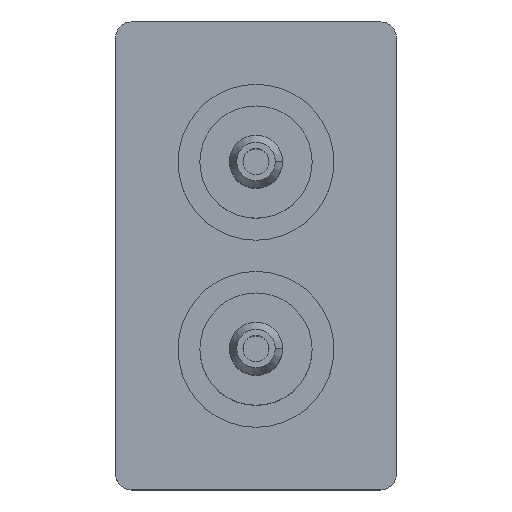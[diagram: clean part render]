
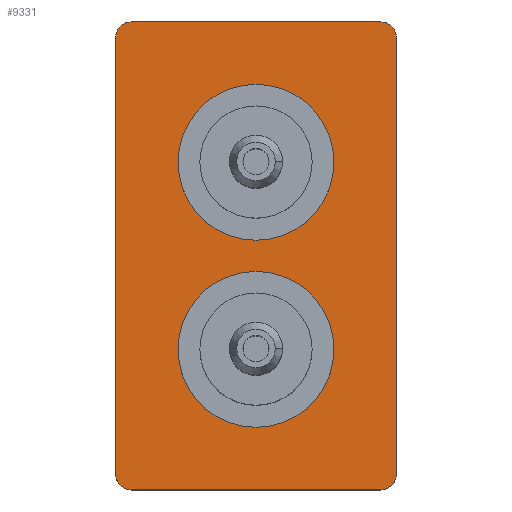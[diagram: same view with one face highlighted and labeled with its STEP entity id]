
A CAD part, top view. The second image highlights one B-rep face of the part: STEP entity #9331.
In plain terms, the highlighted planar face has unit normal (0, 0, 1).
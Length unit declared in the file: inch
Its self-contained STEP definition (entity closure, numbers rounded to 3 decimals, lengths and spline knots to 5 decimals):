
#1761=DIRECTION('',(0.,-1.,0.));
#1762=VECTOR('',#1761,0.7);
#1763=CARTESIAN_POINT('',(-0.225,0.725,0.));
#1764=LINE('',#1763,#1762);
#2353=CARTESIAN_POINT('',(0.,0.525,0.));
#2354=DIRECTION('',(0.,0.,-1.));
#2355=DIRECTION('',(-1.,0.,0.));
#2356=AXIS2_PLACEMENT_3D('',#2353,#2354,#2355);
#2358=CARTESIAN_POINT('',(0.,0.525,0.));
#2359=DIRECTION('',(0.,0.,-1.));
#2360=DIRECTION('',(1.,0.,0.));
#2361=AXIS2_PLACEMENT_3D('',#2358,#2359,#2360);
#2363=CARTESIAN_POINT('',(0.,0.225,0.));
#2364=DIRECTION('',(0.,0.,-1.));
#2365=DIRECTION('',(1.,0.,0.));
#2366=AXIS2_PLACEMENT_3D('',#2363,#2364,#2365);
#2368=CARTESIAN_POINT('',(0.,0.225,0.));
#2369=DIRECTION('',(0.,0.,-1.));
#2370=DIRECTION('',(-1.,0.,0.));
#2371=AXIS2_PLACEMENT_3D('',#2368,#2369,#2370);
#2373=CARTESIAN_POINT('',(0.2,0.725,0.));
#2374=DIRECTION('',(0.,0.,1.));
#2375=DIRECTION('',(1.,0.,0.));
#2376=AXIS2_PLACEMENT_3D('',#2373,#2374,#2375);
#2378=CARTESIAN_POINT('',(0.2,0.025,0.));
#2379=DIRECTION('',(0.,0.,1.));
#2380=DIRECTION('',(0.,-1.,0.));
#2381=AXIS2_PLACEMENT_3D('',#2378,#2379,#2380);
#2383=CARTESIAN_POINT('',(-0.2,0.025,0.));
#2384=DIRECTION('',(0.,0.,1.));
#2385=DIRECTION('',(-1.,0.,0.));
#2386=AXIS2_PLACEMENT_3D('',#2383,#2384,#2385);
#2388=CARTESIAN_POINT('',(-0.2,0.725,0.));
#2389=DIRECTION('',(0.,0.,1.));
#2390=DIRECTION('',(0.,1.,0.));
#2391=AXIS2_PLACEMENT_3D('',#2388,#2389,#2390);
#2393=DIRECTION('',(1.,0.,0.));
#2394=VECTOR('',#2393,0.4);
#2395=CARTESIAN_POINT('',(-0.2,0.75,0.));
#2396=LINE('',#2395,#2394);
#2608=DIRECTION('',(1.,0.,0.));
#2609=VECTOR('',#2608,0.4);
#2610=CARTESIAN_POINT('',(-0.2,0.,0.));
#2611=LINE('',#2610,#2609);
#2652=DIRECTION('',(0.,-1.,0.));
#2653=VECTOR('',#2652,0.7);
#2654=CARTESIAN_POINT('',(0.225,0.725,0.));
#2655=LINE('',#2654,#2653);
#7271=CARTESIAN_POINT('',(-0.101,0.525,0.));
#7272=CARTESIAN_POINT('',(0.101,0.525,0.));
#7273=VERTEX_POINT('',#7271);
#7274=VERTEX_POINT('',#7272);
#7279=CARTESIAN_POINT('',(0.101,0.225,0.));
#7280=CARTESIAN_POINT('',(-0.101,0.225,0.));
#7281=VERTEX_POINT('',#7279);
#7282=VERTEX_POINT('',#7280);
#7313=CARTESIAN_POINT('',(0.225,0.725,0.));
#7314=CARTESIAN_POINT('',(0.2,0.75,0.));
#7315=VERTEX_POINT('',#7313);
#7316=VERTEX_POINT('',#7314);
#7322=CARTESIAN_POINT('',(-0.2,0.75,0.));
#7323=VERTEX_POINT('',#7322);
#7324=CARTESIAN_POINT('',(-0.225,0.725,0.));
#7325=VERTEX_POINT('',#7324);
#7326=CARTESIAN_POINT('',(-0.225,0.025,0.));
#7327=CARTESIAN_POINT('',(-0.2,0.,0.));
#7328=VERTEX_POINT('',#7326);
#7329=VERTEX_POINT('',#7327);
#7335=CARTESIAN_POINT('',(0.2,0.,0.));
#7336=VERTEX_POINT('',#7335);
#7337=CARTESIAN_POINT('',(0.225,0.025,0.));
#7338=VERTEX_POINT('',#7337);
#9299=CARTESIAN_POINT('',(-0.225,0.75,0.));
#9300=DIRECTION('',(0.,0.,1.));
#9301=DIRECTION('',(0.,-1.,0.));
#9302=AXIS2_PLACEMENT_3D('',#9299,#9300,#9301);
#9303=PLANE('',#9302);
#9304=ORIENTED_EDGE('',*,*,#9289,.F.);
#9306=ORIENTED_EDGE('',*,*,#9305,.T.);
#9308=ORIENTED_EDGE('',*,*,#9307,.F.);
#9310=ORIENTED_EDGE('',*,*,#9309,.F.);
#9312=ORIENTED_EDGE('',*,*,#9311,.F.);
#9313=ORIENTED_EDGE('',*,*,#8964,.F.);
#9314=ORIENTED_EDGE('',*,*,#9260,.F.);
#9316=ORIENTED_EDGE('',*,*,#9315,.T.);
#9317=EDGE_LOOP('',(#9304,#9306,#9308,#9310,#9312,#9313,#9314,#9316));
#9318=FACE_OUTER_BOUND('',#9317,.F.);
#9320=ORIENTED_EDGE('',*,*,#9319,.F.);
#9322=ORIENTED_EDGE('',*,*,#9321,.F.);
#9323=EDGE_LOOP('',(#9320,#9322));
#9324=FACE_BOUND('',#9323,.F.);
#9326=ORIENTED_EDGE('',*,*,#9325,.F.);
#9328=ORIENTED_EDGE('',*,*,#9327,.F.);
#9329=EDGE_LOOP('',(#9326,#9328));
#9330=FACE_BOUND('',#9329,.F.);
#9331=ADVANCED_FACE('',(#9318,#9324,#9330),#9303,.T.);
#2357=CIRCLE('',#2356,0.101);
#2362=CIRCLE('',#2361,0.101);
#2367=CIRCLE('',#2366,0.101);
#2372=CIRCLE('',#2371,0.101);
#2377=CIRCLE('',#2376,0.025);
#2382=CIRCLE('',#2381,0.025);
#2387=CIRCLE('',#2386,0.025);
#2392=CIRCLE('',#2391,0.025);
#8964=EDGE_CURVE('',#7325,#7328,#1764,.T.);
#9260=EDGE_CURVE('',#7323,#7325,#2392,.T.);
#9289=EDGE_CURVE('',#7315,#7316,#2377,.T.);
#9305=EDGE_CURVE('',#7315,#7338,#2655,.T.);
#9307=EDGE_CURVE('',#7336,#7338,#2382,.T.);
#9309=EDGE_CURVE('',#7329,#7336,#2611,.T.);
#9311=EDGE_CURVE('',#7328,#7329,#2387,.T.);
#9315=EDGE_CURVE('',#7323,#7316,#2396,.T.);
#9319=EDGE_CURVE('',#7281,#7282,#2367,.T.);
#9321=EDGE_CURVE('',#7282,#7281,#2372,.T.);
#9325=EDGE_CURVE('',#7273,#7274,#2357,.T.);
#9327=EDGE_CURVE('',#7274,#7273,#2362,.T.);
